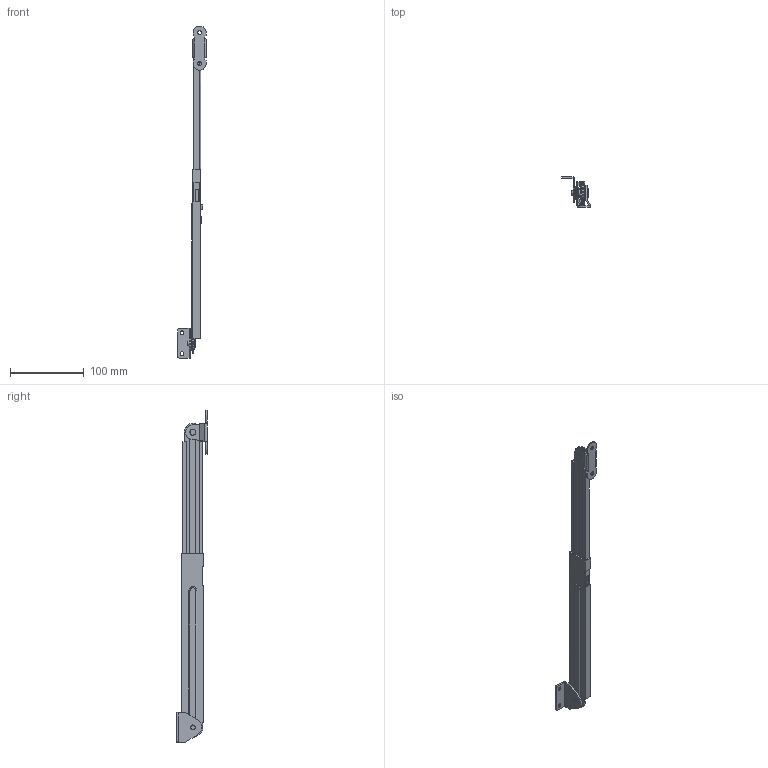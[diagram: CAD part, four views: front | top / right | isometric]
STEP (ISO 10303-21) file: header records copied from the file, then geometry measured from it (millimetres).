
FILE_DESCRIPTION (( 'STEP AP203' ), '1' );
FILE_NAME ('B-1460-1-L.STEP', '2016-09-05T07:54:19', ( '' ), ( '' ), 'SwSTEP 2.0', 'SolidWorks 2014', '' );
FILE_SCHEMA (( 'CONFIG_CONTROL_DESIGN' ));
Length unit declared in the file: millimetre
Products named in the file (10): B-1460-1-Lステーブラケット__公開用; B-1460-1-L僗僥乕_; B-1460-1-Lストッパーリベット__公開用; B-1460-1-Lアームブラケットリベット__公開用; B-1460-1-Lステーブラケットピン__公開用; B-1460-1-L傾乕儉_; B-1460-1-L; B-1460-1-L樹脂ワッシャー_; B-1460-1-L僗僩僢僷乕_; B-1460-1-Lアームブラケット_
Assembly tree (14 placements, depth 2):
  B-1460-1-L
    B-1460-1-L僗僥乕_
    B-1460-1-L傾乕儉_
    B-1460-1-Lアームブラケット_
    B-1460-1-Lアームブラケットリベット__公開用
    B-1460-1-L樹脂ワッシャー_  x6
    B-1460-1-Lステーブラケット__公開用
    B-1460-1-Lステーブラケットピン__公開用
    B-1460-1-L僗僩僢僷乕_
    B-1460-1-Lストッパーリベット__公開用
Bounding box: 39.1 x 41.5 x 450 mm (x, y, z)
Volume: 46696.5 mm3; surface area: 62716.4 mm2
Topology: 14 solids, 14 shells, 249 faces, 602 edges, 385 vertices
Faces by surface type: plane 139, cylinder 95, bspline 8, torus 7
Entity records: 7895 total; most frequent: CARTESIAN_POINT 1399, DIRECTION 1109, ORIENTED_EDGE 1084, EDGE_CURVE 542, AXIS2_PLACEMENT_3D 375, LINE 359, VECTOR 359, VERTEX_POINT 345
